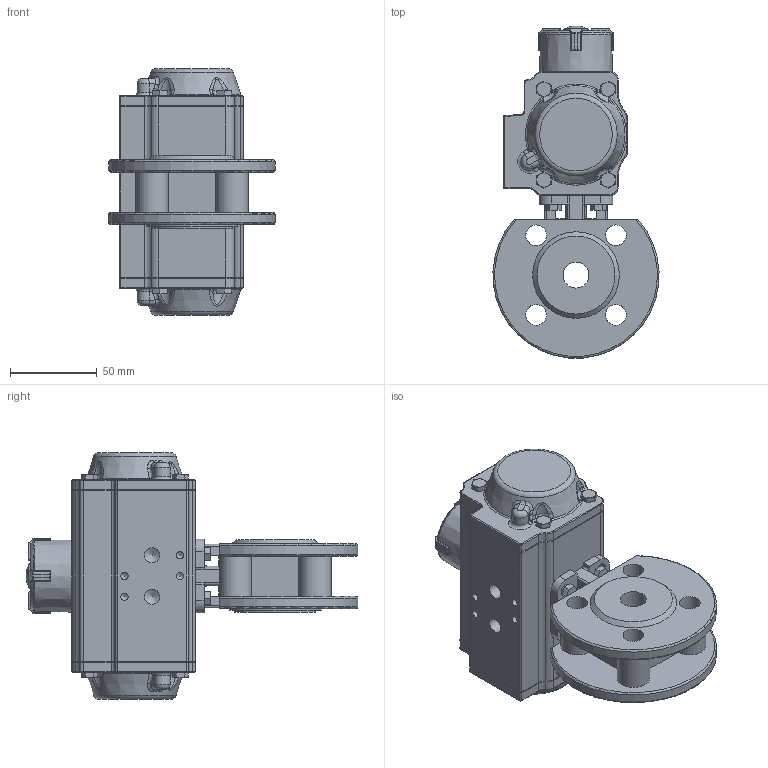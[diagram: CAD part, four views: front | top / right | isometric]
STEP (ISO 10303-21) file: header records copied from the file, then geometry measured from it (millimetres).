
FILE_DESCRIPTION(/* description */ ('Unknown','CAx-IF Rec.Pracs.---Representation and Presentation of Product Manufacturing Information (PMI)---4.0---2014-10-13','CAx-IF Rec.Pracs.---3D Tessellated Geometry---0.4---2014-09-14','2;1'),/* implementation_level */ '2;1');
FILE_NAME(/* name */ 'FR01 0931_0932-04',/* time_stamp */ '2023-09-11T12:37:09+02:00',/* author */ ('Unknown'),/* organization */ ('Unknown'),/* preprocessor_version */ 'ST-DEVELOPER v18.102',/* originating_system */ 'Solid Edge',/* authorisation */ 'Unknown');
FILE_SCHEMA (('AP242_MANAGED_MODEL_BASED_3D_ENGINEERING_MIM_LF { 1 0 10303 442 1 1 4 }'));
Length unit declared in the file: millimetre
Products named in the file (9): DW20-8.440.015; 8.440.015; DIN558 M5x14; DW02_FR01_(DW20_FR15); KP-50; cup head square neck bolts grade b gb_GB_FASTENER_BOLT_CHSNBSHB M6X25
-N; ________(___________; _____________; ______
Assembly tree (13 placements, depth 3):
  DW20-8.440.015
    8.440.015
    DIN558 M5x14  x4
    DW02_FR01_(DW20_FR15)
      KP-50
      cup head square neck bolts grade b gb_GB_FASTENER_BOLT_CHSNBSHB M6X25
-N
      ________(___________  x2
      _____________  x2
      ______
Bounding box: 95.89 x 191.65 x 142.2 mm (x, y, z)
Volume: 734859.8 mm3; surface area: 103032.4 mm2
Topology: 12 solids, 12 shells, 1125 faces, 2742 edges, 1647 vertices
Faces by surface type: plane 391, cylinder 338, cone 153, bspline 132, torus 101, sphere 10
Full cylindrical faces by diameter (mm): 2.1 x2, 3 x16, 3.3 x8, 4.2 x12, 5 x13, 6 x1, 6.2 x1, 8.8 x2, 11.7 x1, 12 x5, 13.9 x1, 14.2 x1, 15 x1, 15.8 x1, 15.9 x1, 20 x1, 23.5 x1, 26 x1, 38.5 x1, 46.5 x1, 53 x1
Entity records: 33893 total; most frequent: CARTESIAN_POINT 11642, DIRECTION 4374, ORIENTED_EDGE 4296, EDGE_CURVE 2148, AXIS2_PLACEMENT_3D 1714, VERTEX_POINT 1368, FACE_BOUND 1136, EDGE_LOOP 1118
